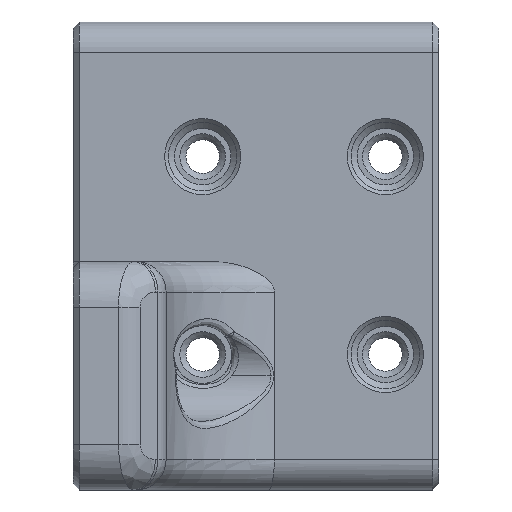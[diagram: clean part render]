
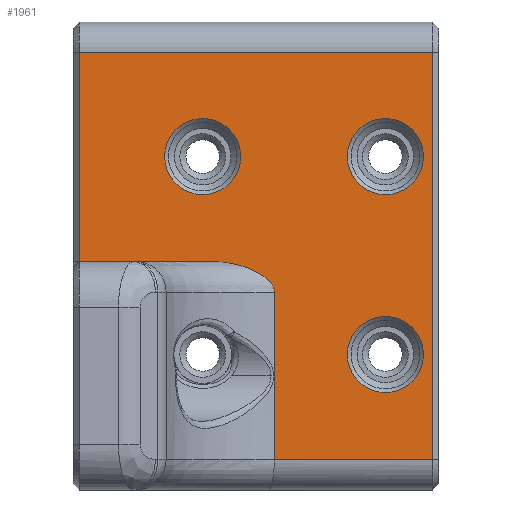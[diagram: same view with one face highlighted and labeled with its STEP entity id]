
A CAD part, left-side view. The second image highlights one B-rep face of the part: STEP entity #1961.
In plain terms, the highlighted planar face has unit normal (-1, 0, 0).
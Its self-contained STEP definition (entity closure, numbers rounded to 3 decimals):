
#40=FACE_BOUND('',#265,.T.);
#41=FACE_BOUND('',#266,.T.);
#42=FACE_BOUND('',#267,.T.);
#63=PLANE('',#2105);
#139=FACE_OUTER_BOUND('',#264,.T.);
#264=EDGE_LOOP('',(#1341,#1342,#1343,#1344,#1345,#1346,#1347));
#265=EDGE_LOOP('',(#1348));
#266=EDGE_LOOP('',(#1349));
#267=EDGE_LOOP('',(#1350));
#422=B_SPLINE_CURVE_WITH_KNOTS('',3,(#3278,#3279,#3280,#3281,#3282,#3283,
#3284,#3285,#3286,#3287,#3288,#3289),.UNSPECIFIED.,.F.,.F.,(4,2,2,2,2,4),
(0.817,0.842,0.873,0.971,
1.112,1.259),.UNSPECIFIED.);
#468=LINE('',#3270,#602);
#469=LINE('',#3272,#603);
#470=LINE('',#3274,#604);
#471=LINE('',#3276,#605);
#472=LINE('',#3291,#606);
#473=LINE('',#3292,#607);
#602=VECTOR('',#2343,10.);
#603=VECTOR('',#2344,10.);
#604=VECTOR('',#2345,10.);
#605=VECTOR('',#2346,10.);
#606=VECTOR('',#2347,10.);
#607=VECTOR('',#2348,10.);
#735=CIRCLE('',#2103,2.5);
#737=CIRCLE('',#2106,2.5);
#738=CIRCLE('',#2107,2.5);
#849=VERTEX_POINT('',#3262);
#851=VERTEX_POINT('',#3268);
#852=VERTEX_POINT('',#3269);
#853=VERTEX_POINT('',#3271);
#854=VERTEX_POINT('',#3273);
#855=VERTEX_POINT('',#3275);
#856=VERTEX_POINT('',#3277);
#857=VERTEX_POINT('',#3290);
#858=VERTEX_POINT('',#3293);
#859=VERTEX_POINT('',#3295);
#1035=EDGE_CURVE('',#849,#849,#735,.T.);
#1038=EDGE_CURVE('',#851,#852,#468,.T.);
#1039=EDGE_CURVE('',#852,#853,#469,.T.);
#1040=EDGE_CURVE('',#853,#854,#470,.T.);
#1041=EDGE_CURVE('',#854,#855,#471,.T.);
#1042=EDGE_CURVE('',#855,#856,#422,.F.);
#1043=EDGE_CURVE('',#856,#857,#472,.T.);
#1044=EDGE_CURVE('',#857,#851,#473,.T.);
#1045=EDGE_CURVE('',#858,#858,#737,.T.);
#1046=EDGE_CURVE('',#859,#859,#738,.T.);
#1341=ORIENTED_EDGE('',*,*,#1038,.T.);
#1342=ORIENTED_EDGE('',*,*,#1039,.T.);
#1343=ORIENTED_EDGE('',*,*,#1040,.T.);
#1344=ORIENTED_EDGE('',*,*,#1041,.T.);
#1345=ORIENTED_EDGE('',*,*,#1042,.T.);
#1346=ORIENTED_EDGE('',*,*,#1043,.T.);
#1347=ORIENTED_EDGE('',*,*,#1044,.T.);
#1348=ORIENTED_EDGE('',*,*,#1045,.T.);
#1349=ORIENTED_EDGE('',*,*,#1046,.T.);
#1350=ORIENTED_EDGE('',*,*,#1035,.T.);
#1961=ADVANCED_FACE('',(#139,#40,#41,#42),#63,.F.);
#2103=AXIS2_PLACEMENT_3D('',#3263,#2336,#2337);
#2105=AXIS2_PLACEMENT_3D('',#3267,#2341,#2342);
#2106=AXIS2_PLACEMENT_3D('',#3294,#2349,#2350);
#2107=AXIS2_PLACEMENT_3D('',#3296,#2351,#2352);
#2336=DIRECTION('center_axis',(1.,0.,0.));
#2337=DIRECTION('ref_axis',(0.,0.,1.));
#2341=DIRECTION('center_axis',(1.,0.,0.));
#2342=DIRECTION('ref_axis',(0.,0.,-1.));
#2343=DIRECTION('',(0.,0.,1.));
#2344=DIRECTION('',(0.,1.,0.));
#2345=DIRECTION('',(0.,0.,-1.));
#2346=DIRECTION('',(0.,-1.,0.));
#2347=DIRECTION('',(0.,0.,-1.));
#2348=DIRECTION('',(0.,-1.,0.));
#2349=DIRECTION('center_axis',(1.,0.,0.));
#2350=DIRECTION('ref_axis',(0.,0.,1.));
#2351=DIRECTION('center_axis',(1.,0.,0.));
#2352=DIRECTION('ref_axis',(0.,0.,1.));
#3262=CARTESIAN_POINT('',(-108.95,39.857,7.965));
#3263=CARTESIAN_POINT('Origin',(-108.95,39.857,10.465));
#3267=CARTESIAN_POINT('Origin',(-108.95,48.359,16.935));
#3268=CARTESIAN_POINT('',(-108.95,36.757,3.565));
#3269=CARTESIAN_POINT('',(-108.95,36.757,30.305));
#3270=CARTESIAN_POINT('',(-108.95,36.757,44.884));
#3271=CARTESIAN_POINT('',(-108.95,59.957,30.305));
#3272=CARTESIAN_POINT('',(-108.95,26.73,30.305));
#3273=CARTESIAN_POINT('',(-108.95,59.957,16.565));
#3274=CARTESIAN_POINT('',(-108.95,59.957,22.102));
#3275=CARTESIAN_POINT('',(-108.95,51.075,16.565));
#3276=CARTESIAN_POINT('',(-108.95,26.73,16.565));
#3277=CARTESIAN_POINT('',(-108.95,47.158,14.565));
#3278=CARTESIAN_POINT('Ctrl Pts',(-108.95,47.158,14.565));
#3279=CARTESIAN_POINT('Ctrl Pts',(-108.95,47.158,14.65));
#3280=CARTESIAN_POINT('Ctrl Pts',(-108.95,47.176,14.751));
#3281=CARTESIAN_POINT('Ctrl Pts',(-108.95,47.237,14.93));
#3282=CARTESIAN_POINT('Ctrl Pts',(-108.95,47.297,15.039));
#3283=CARTESIAN_POINT('Ctrl Pts',(-108.95,47.548,15.388));
#3284=CARTESIAN_POINT('Ctrl Pts',(-108.95,47.863,15.622));
#3285=CARTESIAN_POINT('Ctrl Pts',(-108.95,48.549,16.027));
#3286=CARTESIAN_POINT('Ctrl Pts',(-108.95,49.074,16.233));
#3287=CARTESIAN_POINT('Ctrl Pts',(-108.95,50.002,16.482));
#3288=CARTESIAN_POINT('Ctrl Pts',(-108.95,50.584,16.565));
#3289=CARTESIAN_POINT('Ctrl Pts',(-108.95,51.075,16.565));
#3290=CARTESIAN_POINT('',(-108.95,47.158,3.565));
#3291=CARTESIAN_POINT('',(-108.95,47.158,72.834));
#3292=CARTESIAN_POINT('',(-108.95,26.73,3.565));
#3293=CARTESIAN_POINT('',(-108.95,39.857,20.965));
#3294=CARTESIAN_POINT('Origin',(-108.95,39.857,23.465));
#3295=CARTESIAN_POINT('',(-108.95,51.857,20.965));
#3296=CARTESIAN_POINT('Origin',(-108.95,51.857,23.465));
